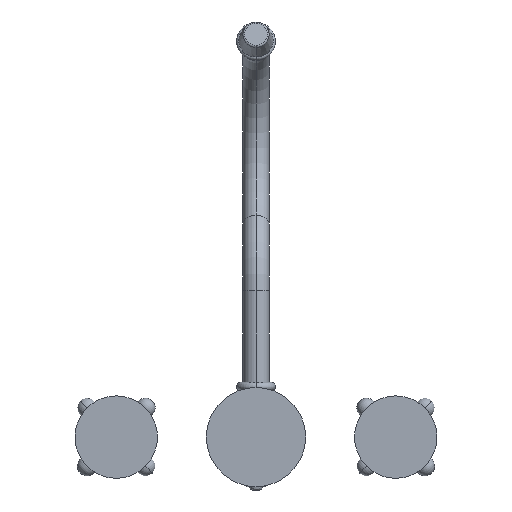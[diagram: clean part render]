
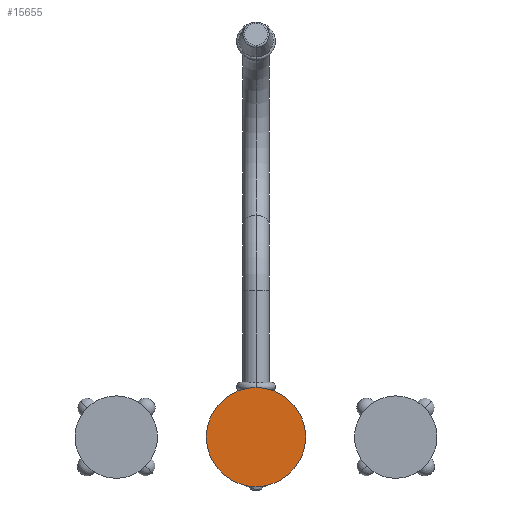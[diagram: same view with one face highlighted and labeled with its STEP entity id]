
A CAD part, front view. The second image highlights one B-rep face of the part: STEP entity #15655.
In plain terms, the highlighted planar face has unit normal (0, -1, 0).
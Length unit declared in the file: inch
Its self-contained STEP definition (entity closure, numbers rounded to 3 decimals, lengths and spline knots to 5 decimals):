
#14051=CARTESIAN_POINT('',(0.,0.,0.));
#14052=DIRECTION('',(0.,-1.,0.));
#14053=DIRECTION('',(1.,0.,0.));
#14054=AXIS2_PLACEMENT_3D('',#14051,#14052,#14053);
#14064=CARTESIAN_POINT('',(0.,0.,0.));
#14065=DIRECTION('',(0.,1.,0.));
#14066=DIRECTION('',(1.,0.,0.));
#14067=AXIS2_PLACEMENT_3D('',#14064,#14065,#14066);
#14428=CARTESIAN_POINT('',(1.42,0.,0.));
#14430=VERTEX_POINT('',#14428);
#14446=CARTESIAN_POINT('',(-1.42,0.,0.));
#14448=VERTEX_POINT('',#14446);
#15646=CARTESIAN_POINT('',(0.,0.,0.));
#15647=DIRECTION('',(0.,-1.,0.));
#15648=DIRECTION('',(-1.,0.,0.));
#15649=AXIS2_PLACEMENT_3D('',#15646,#15647,#15648);
#15650=PLANE('',#15649);
#15651=ORIENTED_EDGE('',*,*,#15625,.F.);
#15652=ORIENTED_EDGE('',*,*,#15641,.T.);
#15653=EDGE_LOOP('',(#15651,#15652));
#15654=FACE_OUTER_BOUND('',#15653,.F.);
#15655=ADVANCED_FACE('',(#15654),#15650,.T.);
#14055=CIRCLE('',#14054,1.42);
#14068=CIRCLE('',#14067,1.42);
#15625=EDGE_CURVE('',#14430,#14448,#14055,.T.);
#15641=EDGE_CURVE('',#14430,#14448,#14068,.T.);
